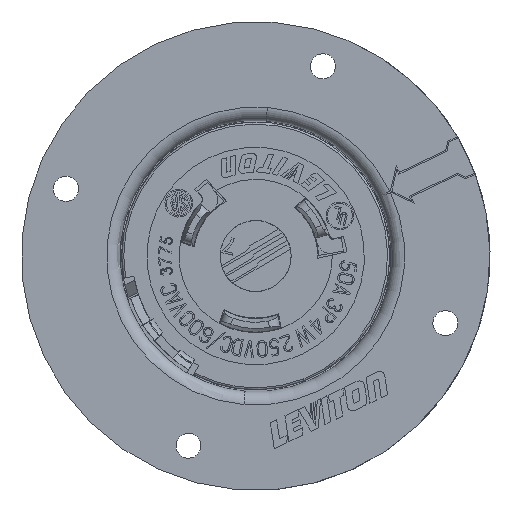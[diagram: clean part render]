
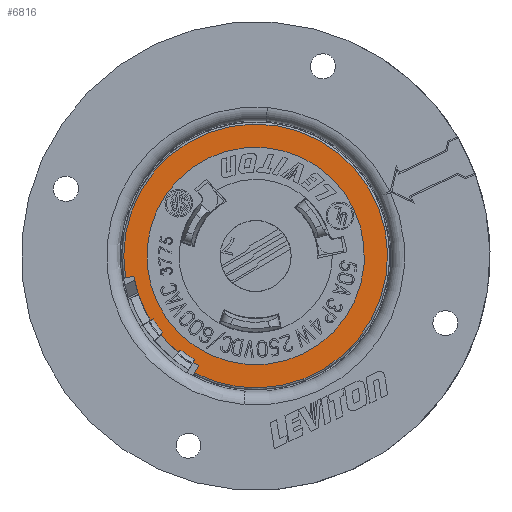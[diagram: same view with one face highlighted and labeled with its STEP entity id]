
A CAD part, left-side view. The second image highlights one B-rep face of the part: STEP entity #6816.
In plain terms, the highlighted planar face has unit normal (-1, 0, 0).
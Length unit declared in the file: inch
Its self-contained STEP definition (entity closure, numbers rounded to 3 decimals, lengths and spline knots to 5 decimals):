
#235 = EDGE_CURVE ( 'NONE', #36404, #42426, #23491, .T. ) ;
#1467 = AXIS2_PLACEMENT_3D ( 'NONE', #3310, #20346, #27892 ) ;
#2512 = CIRCLE ( 'NONE', #33657, 0.985 ) ;
#2811 = CARTESIAN_POINT ( 'NONE',  ( 0., -0.00025, -0.00392 ) ) ;
#3068 = VERTEX_POINT ( 'NONE', #31569 ) ;
#3310 = CARTESIAN_POINT ( 'NONE',  ( 0., 0., -0.00326 ) ) ;
#3522 = DIRECTION ( 'NONE',  ( -1., 0., 0. ) ) ;
#4450 = DIRECTION ( 'NONE',  ( 0., 0.986, -0.165 ) ) ;
#5900 = CIRCLE ( 'NONE', #53999, 0.922 ) ;
#6816 = ADVANCED_FACE ( 'NONE', ( #45574, #53158 ), #50611, .T. ) ;
#7098 = CARTESIAN_POINT ( 'NONE',  ( 0., 0.35299, 0.91632 ) ) ;
#7159 = VERTEX_POINT ( 'NONE', #39949 ) ;
#7649 = CARTESIAN_POINT ( 'NONE',  ( 0., 0.42526, -0.82133 ) ) ;
#9316 = EDGE_CURVE ( 'NONE', #10660, #7159, #5900, .T. ) ;
#10660 = VERTEX_POINT ( 'NONE', #29126 ) ;
#10726 = CARTESIAN_POINT ( 'NONE',  ( 0., -0.45992, 0.66593 ) ) ;
#11275 = DIRECTION ( 'NONE',  ( -1., 0., 0. ) ) ;
#11891 = EDGE_CURVE ( 'NONE', #36404, #24435, #16666, .T. ) ;
#12363 = CARTESIAN_POINT ( 'NONE',  ( 0., 0.45992, -0.67245 ) ) ;
#12723 = DIRECTION ( 'NONE',  ( 0., -0.358, -0.934 ) ) ;
#13311 = CIRCLE ( 'NONE', #23159, 0.985 ) ;
#13694 = ORIENTED_EDGE ( 'NONE', *, *, #20640, .T. ) ;
#14112 = VECTOR ( 'NONE', #4450, 39.37008 ) ;
#14925 = DIRECTION ( 'NONE',  ( -1., 0., 0. ) ) ;
#15512 = VERTEX_POINT ( 'NONE', #12363 ) ;
#16666 = LINE ( 'NONE', #2811, #36659 ) ;
#16925 = DIRECTION ( 'NONE',  ( -1., 0., 0. ) ) ;
#19434 = EDGE_CURVE ( 'NONE', #15512, #52588, #32430, .T. ) ;
#20346 = DIRECTION ( 'NONE',  ( 1., 0., 0. ) ) ;
#20447 = ORIENTED_EDGE ( 'NONE', *, *, #11891, .F. ) ;
#20640 = EDGE_CURVE ( 'NONE', #41708, #3068, #2512, .T. ) ;
#20943 = DIRECTION ( 'NONE',  ( -1., 0., 0. ) ) ;
#20990 = ORIENTED_EDGE ( 'NONE', *, *, #19434, .T. ) ;
#21137 = CARTESIAN_POINT ( 'NONE',  ( 0., 0., -0.00326 ) ) ;
#21173 = AXIS2_PLACEMENT_3D ( 'NONE', #53135, #14925, #54762 ) ;
#21512 = CARTESIAN_POINT ( 'NONE',  ( 0., 0., -0.00326 ) ) ;
#21740 = ORIENTED_EDGE ( 'NONE', *, *, #9316, .T. ) ;
#21748 = EDGE_CURVE ( 'NONE', #10660, #3068, #38726, .T. ) ;
#23159 = AXIS2_PLACEMENT_3D ( 'NONE', #21137, #16925, #12723 ) ;
#23491 = CIRCLE ( 'NONE', #37686, 0.985 ) ;
#24435 = VERTEX_POINT ( 'NONE', #7649 ) ;
#24473 = DIRECTION ( 'NONE',  ( 0., -0.358, -0.934 ) ) ;
#25607 = DIRECTION ( 'NONE',  ( 0., -0.462, 0.887 ) ) ;
#26259 = ORIENTED_EDGE ( 'NONE', *, *, #46275, .T. ) ;
#27892 = DIRECTION ( 'NONE',  ( 0., -0.566, 0.824 ) ) ;
#28038 = CARTESIAN_POINT ( 'NONE',  ( 0., 0., -0.00326 ) ) ;
#28300 = CARTESIAN_POINT ( 'NONE',  ( 0., 0., -0.00326 ) ) ;
#29126 = CARTESIAN_POINT ( 'NONE',  ( 0., 0.90936, -0.15543 ) ) ;
#29500 = ORIENTED_EDGE ( 'NONE', *, *, #21748, .F. ) ;
#30843 = DIRECTION ( 'NONE',  ( 0., 0.566, -0.824 ) ) ;
#31569 = CARTESIAN_POINT ( 'NONE',  ( 0., 0.97149, -0.16583 ) ) ;
#31623 = CARTESIAN_POINT ( 'NONE',  ( 0., -0.35299, -0.92283 ) ) ;
#32430 = CIRCLE ( 'NONE', #54657, 0.812 ) ;
#32578 = ORIENTED_EDGE ( 'NONE', *, *, #44243, .T. ) ;
#33657 = AXIS2_PLACEMENT_3D ( 'NONE', #21512, #20943, #47085 ) ;
#33813 = EDGE_CURVE ( 'NONE', #52588, #15512, #39265, .T. ) ;
#34471 = DIRECTION ( 'NONE',  ( -1., 0., 0. ) ) ;
#36404 = VERTEX_POINT ( 'NONE', #51509 ) ;
#36659 = VECTOR ( 'NONE', #25607, 39.37008 ) ;
#37686 = AXIS2_PLACEMENT_3D ( 'NONE', #28038, #11275, #40256 ) ;
#37931 = AXIS2_PLACEMENT_3D ( 'NONE', #54297, #3522, #24473 ) ;
#38365 = ORIENTED_EDGE ( 'NONE', *, *, #33813, .T. ) ;
#38726 = LINE ( 'NONE', #42639, #14112 ) ;
#39265 = CIRCLE ( 'NONE', #1467, 0.812 ) ;
#39949 = CARTESIAN_POINT ( 'NONE',  ( 0., 0.52223, -0.7631 ) ) ;
#39968 = DIRECTION ( 'NONE',  ( 1., 0., 0. ) ) ;
#40256 = DIRECTION ( 'NONE',  ( 0., -0.358, -0.934 ) ) ;
#40489 = EDGE_LOOP ( 'NONE', ( #20990, #38365 ) ) ;
#41708 = VERTEX_POINT ( 'NONE', #7098 ) ;
#42426 = VERTEX_POINT ( 'NONE', #31623 ) ;
#42639 = CARTESIAN_POINT ( 'NONE',  ( 0., 0., -0.00326 ) ) ;
#43895 = CARTESIAN_POINT ( 'NONE',  ( 0., 0., -0.00326 ) ) ;
#44020 = EDGE_LOOP ( 'NONE', ( #13694, #29500, #21740, #32578, #20447, #53501, #26259 ) ) ;
#44243 = EDGE_CURVE ( 'NONE', #7159, #24435, #44256, .T. ) ;
#44256 = CIRCLE ( 'NONE', #21173, 0.922 ) ;
#45574 = FACE_BOUND ( 'NONE', #40489, .T. ) ;
#46275 = EDGE_CURVE ( 'NONE', #42426, #41708, #13311, .T. ) ;
#47085 = DIRECTION ( 'NONE',  ( 0., -0.358, -0.934 ) ) ;
#50611 = PLANE ( 'NONE',  #37931 ) ;
#51509 = CARTESIAN_POINT ( 'NONE',  ( 0., 0.45435, -0.87721 ) ) ;
#52588 = VERTEX_POINT ( 'NONE', #10726 ) ;
#53135 = CARTESIAN_POINT ( 'NONE',  ( 0., 0., -0.00326 ) ) ;
#53158 = FACE_OUTER_BOUND ( 'NONE', #44020, .T. ) ;
#53401 = DIRECTION ( 'NONE',  ( 0., -0.566, 0.824 ) ) ;
#53501 = ORIENTED_EDGE ( 'NONE', *, *, #235, .T. ) ;
#53999 = AXIS2_PLACEMENT_3D ( 'NONE', #43895, #34471, #30843 ) ;
#54297 = CARTESIAN_POINT ( 'NONE',  ( 0., 0.70917, -0.39046 ) ) ;
#54657 = AXIS2_PLACEMENT_3D ( 'NONE', #28300, #39968, #53401 ) ;
#54762 = DIRECTION ( 'NONE',  ( 0., 0.566, -0.824 ) ) ;
